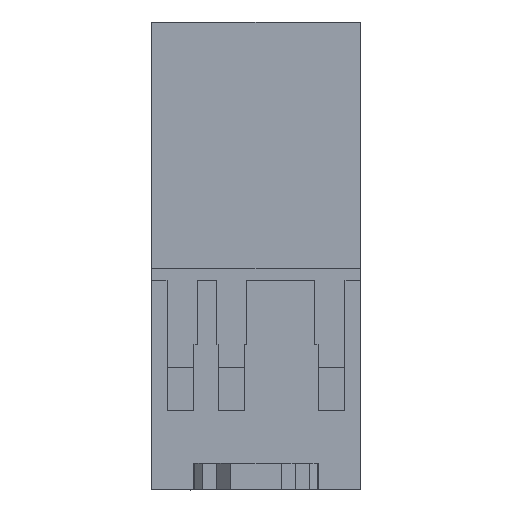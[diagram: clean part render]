
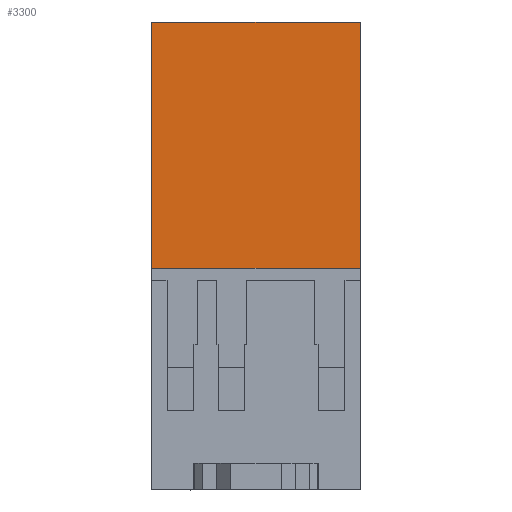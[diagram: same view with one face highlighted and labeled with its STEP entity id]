
A CAD part, front view. The second image highlights one B-rep face of the part: STEP entity #3300.
In plain terms, the highlighted planar face has unit normal (0, -1, 0).
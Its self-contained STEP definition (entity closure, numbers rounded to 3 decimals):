
#3255=AXIS2_PLACEMENT_3D('Plane Axis2P3D',#3252,#3253,#3254) ;
#923=CARTESIAN_POINT('Vertex',(27.2,53.15,61.)) ;
#927=CARTESIAN_POINT('Control Point',(27.2,53.15,22.1)) ;
#928=CARTESIAN_POINT('Control Point',(27.2,53.15,61.)) ;
#929=CARTESIAN_POINT('Vertex',(27.2,53.15,22.1)) ;
#1239=CARTESIAN_POINT('Vertex',(0.,53.15,22.1)) ;
#1242=CARTESIAN_POINT('Line Origine',(0.,53.15,41.55)) ;
#1246=CARTESIAN_POINT('Vertex',(0.,53.15,61.)) ;
#3167=CARTESIAN_POINT('Line Origine',(13.6,53.15,61.)) ;
#3252=CARTESIAN_POINT('Axis2P3D Location',(26.9,53.15,3.5)) ;
#3257=CARTESIAN_POINT('Line Origine',(13.6,53.15,28.9)) ;
#3261=CARTESIAN_POINT('Vertex',(24.55,53.15,28.9)) ;
#3263=CARTESIAN_POINT('Vertex',(2.65,53.15,28.9)) ;
#3266=CARTESIAN_POINT('Line Origine',(24.55,53.15,25.5)) ;
#3270=CARTESIAN_POINT('Vertex',(24.55,53.15,22.1)) ;
#3273=CARTESIAN_POINT('Line Origine',(25.875,53.15,22.1)) ;
#3278=CARTESIAN_POINT('Line Origine',(1.325,53.15,22.1)) ;
#3282=CARTESIAN_POINT('Vertex',(2.65,53.15,22.1)) ;
#3285=CARTESIAN_POINT('Line Origine',(2.65,53.15,25.5)) ;
#1243=DIRECTION('Vector Direction',(0.,0.,-1.)) ;
#3168=DIRECTION('Vector Direction',(1.,0.,0.)) ;
#3253=DIRECTION('Axis2P3D Direction',(0.,1.,0.)) ;
#3254=DIRECTION('Axis2P3D XDirection',(0.,0.,1.)) ;
#3258=DIRECTION('Vector Direction',(-1.,0.,0.)) ;
#3267=DIRECTION('Vector Direction',(0.,0.,-1.)) ;
#3274=DIRECTION('Vector Direction',(-1.,0.,0.)) ;
#3279=DIRECTION('Vector Direction',(1.,0.,0.)) ;
#3286=DIRECTION('Vector Direction',(0.,0.,1.)) ;
#1244=VECTOR('Line Direction',#1243,1.) ;
#3169=VECTOR('Line Direction',#3168,1.) ;
#3259=VECTOR('Line Direction',#3258,1.) ;
#3268=VECTOR('Line Direction',#3267,1.) ;
#3275=VECTOR('Line Direction',#3274,1.) ;
#3280=VECTOR('Line Direction',#3279,1.) ;
#3287=VECTOR('Line Direction',#3286,1.) ;
#3291=ORIENTED_EDGE('',*,*,#3265,.F.) ;
#3292=ORIENTED_EDGE('',*,*,#3272,.F.) ;
#3293=ORIENTED_EDGE('',*,*,#3277,.F.) ;
#3294=ORIENTED_EDGE('',*,*,#931,.F.) ;
#3295=ORIENTED_EDGE('',*,*,#3171,.F.) ;
#3296=ORIENTED_EDGE('',*,*,#1248,.F.) ;
#3297=ORIENTED_EDGE('',*,*,#3284,.T.) ;
#3298=ORIENTED_EDGE('',*,*,#3289,.F.) ;
#3300=ADVANCED_FACE('SOCKEL',(#3299),#3256,.F.) ;
#926=B_SPLINE_CURVE_WITH_KNOTS('',1,(#927,#928),.UNSPECIFIED.,.F.,.U.,(2,2),(0.,38.9),.UNSPECIFIED.) ;
#931=EDGE_CURVE('',#924,#930,#926,.F.) ;
#1248=EDGE_CURVE('',#1240,#1247,#1245,.F.) ;
#3171=EDGE_CURVE('',#1247,#924,#3170,.T.) ;
#3265=EDGE_CURVE('',#3262,#3264,#3260,.T.) ;
#3272=EDGE_CURVE('',#3271,#3262,#3269,.F.) ;
#3277=EDGE_CURVE('',#930,#3271,#3276,.T.) ;
#3284=EDGE_CURVE('',#1240,#3283,#3281,.T.) ;
#3289=EDGE_CURVE('',#3264,#3283,#3288,.F.) ;
#3290=EDGE_LOOP('',(#3291,#3292,#3293,#3294,#3295,#3296,#3297,#3298)) ;
#3299=FACE_OUTER_BOUND('',#3290,.T.) ;
#1245=LINE('Line',#1242,#1244) ;
#3170=LINE('Line',#3167,#3169) ;
#3260=LINE('Line',#3257,#3259) ;
#3269=LINE('Line',#3266,#3268) ;
#3276=LINE('Line',#3273,#3275) ;
#3281=LINE('Line',#3278,#3280) ;
#3288=LINE('Line',#3285,#3287) ;
#3256=PLANE('',#3255) ;
#924=VERTEX_POINT('',#923) ;
#930=VERTEX_POINT('',#929) ;
#1240=VERTEX_POINT('',#1239) ;
#1247=VERTEX_POINT('',#1246) ;
#3262=VERTEX_POINT('',#3261) ;
#3264=VERTEX_POINT('',#3263) ;
#3271=VERTEX_POINT('',#3270) ;
#3283=VERTEX_POINT('',#3282) ;
